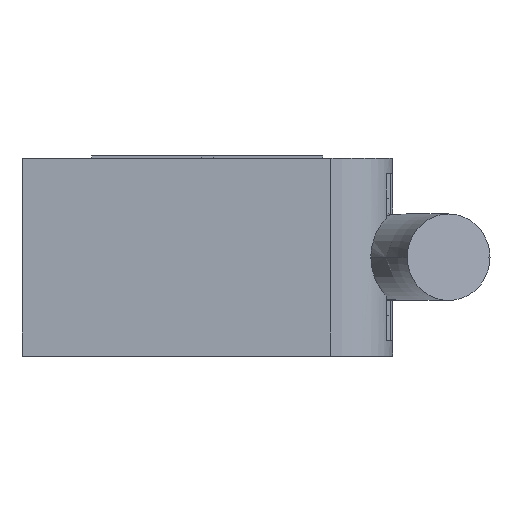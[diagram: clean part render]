
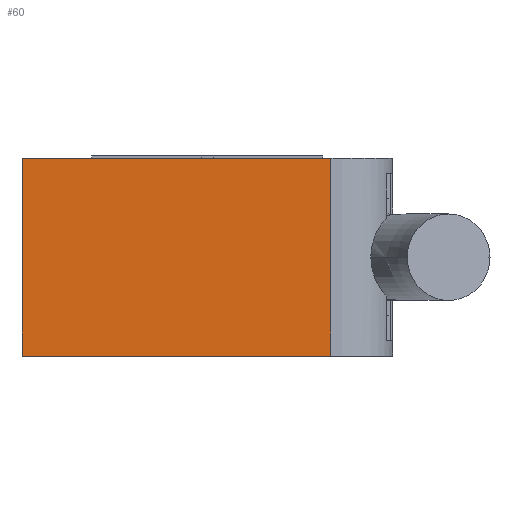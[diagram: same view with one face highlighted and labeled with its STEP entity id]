
A CAD part, front view. The second image highlights one B-rep face of the part: STEP entity #60.
In plain terms, the highlighted planar face has unit normal (0, -1, 0).
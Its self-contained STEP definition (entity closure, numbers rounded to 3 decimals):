
#60=ADVANCED_FACE('',(#192),#193,.T.);
#192=FACE_OUTER_BOUND('',#429,.T.);
#193=PLANE('',#430);
#429=EDGE_LOOP('',(#789,#790,#791,#792));
#430=AXIS2_PLACEMENT_3D('',#793,#794,#795);
#789=ORIENTED_EDGE('',*,*,#1610,.T.);
#790=ORIENTED_EDGE('',*,*,#1611,.F.);
#791=ORIENTED_EDGE('',*,*,#1543,.F.);
#792=ORIENTED_EDGE('',*,*,#1576,.F.);
#793=CARTESIAN_POINT('',(10.0,-50.,0.0));
#794=DIRECTION('',(0.0,-1.0,0.0));
#795=DIRECTION('',(0.0,0.0,-1.0));
#1543=EDGE_CURVE('',#1834,#1836,#1837,.T.);
#1576=EDGE_CURVE('',#1891,#1834,#1893,.T.);
#1610=EDGE_CURVE('',#1891,#1956,#1958,.T.);
#1611=EDGE_CURVE('',#1836,#1956,#1959,.T.);
#1834=VERTEX_POINT('',#2359);
#1836=VERTEX_POINT('',#2361);
#1837=LINE('',#2362,#2363);
#1891=VERTEX_POINT('',#2446);
#1893=LINE('',#2449,#2450);
#1956=VERTEX_POINT('',#2569);
#1958=LINE('',#2572,#2573);
#1959=LINE('',#2574,#2575);
#2359=CARTESIAN_POINT('',(10.0,-50.,16.0));
#2361=CARTESIAN_POINT('',(10.0,-50.,0.0));
#2362=CARTESIAN_POINT('',(10.0,-50.,16.0));
#2363=VECTOR('',#2995,16.0);
#2446=CARTESIAN_POINT('',(-15.0,-50.,16.0));
#2449=CARTESIAN_POINT('',(-15.0,-50.,16.0));
#2450=VECTOR('',#3032,25.0);
#2569=CARTESIAN_POINT('',(-15.0,-50.,0.0));
#2572=CARTESIAN_POINT('',(-15.0,-50.,16.0));
#2573=VECTOR('',#3088,16.0);
#2574=CARTESIAN_POINT('',(10.0,-50.,0.0));
#2575=VECTOR('',#3089,25.0);
#2995=DIRECTION('',(0.,0.0,-1.0));
#3032=DIRECTION('',(1.0,0.0,0.0));
#3088=DIRECTION('',(0.0,0.0,-1.0));
#3089=DIRECTION('',(-1.0,0.0,0.0));
